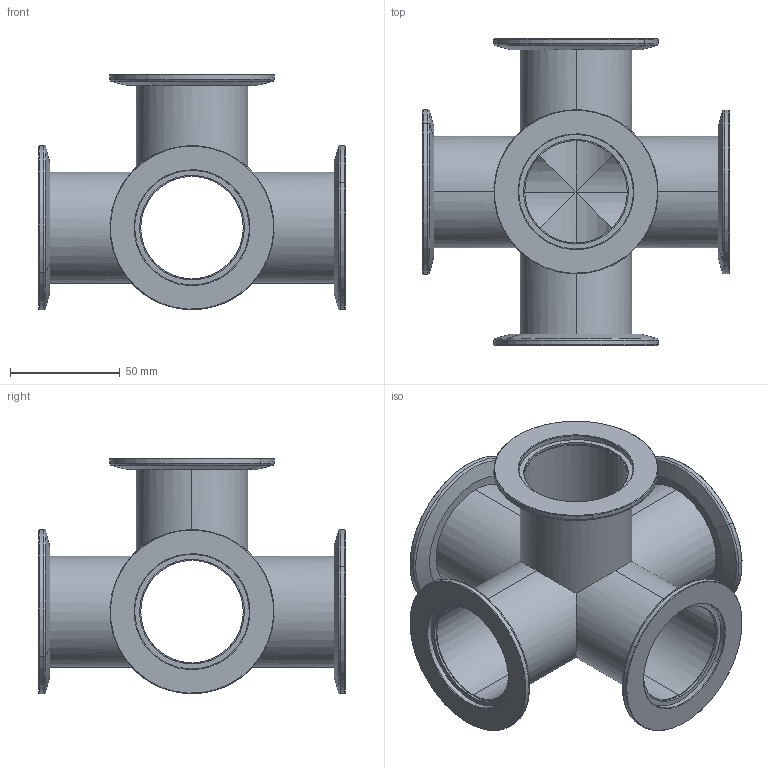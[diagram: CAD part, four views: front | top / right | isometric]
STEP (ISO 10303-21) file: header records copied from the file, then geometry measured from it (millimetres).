
FILE_DESCRIPTION (( 'STEP AP214' ), '1' );
FILE_NAME ('Hositrad_KX5-50-50.STEP', '2017-06-08T07:19:55', ( 'Gebruiker' ), ( '' ), 'SwSTEP 2.0', 'SolidWorks 2017', '' );
FILE_SCHEMA (( 'AUTOMOTIVE_DESIGN' ));
Length unit declared in the file: millimetre
Products named in the file (3): KF50WS_KF50-50; KX5-Tube-All_KT50-50; Hositrad_KX5-50-50
Assembly tree (6 placements, depth 2):
  Hositrad_KX5-50-50
    KX5-Tube-All_KT50-50
    KF50WS_KF50-50  x5
Bounding box: 140 x 140 x 107.44 mm (x, y, z)
Volume: 123398.4 mm3; surface area: 107265.2 mm2
Topology: 6 solids, 6 shells, 125 faces, 264 edges, 158 vertices
Faces by surface type: cylinder 60, cone 30, plane 25, torus 10
Entity records: 1430 total; most frequent: CARTESIAN_POINT 292, DIRECTION 234, ORIENTED_EDGE 208, EDGE_CURVE 104, AXIS2_PLACEMENT_3D 100, VERTEX_POINT 62, EDGE_LOOP 54, CIRCLE 46
